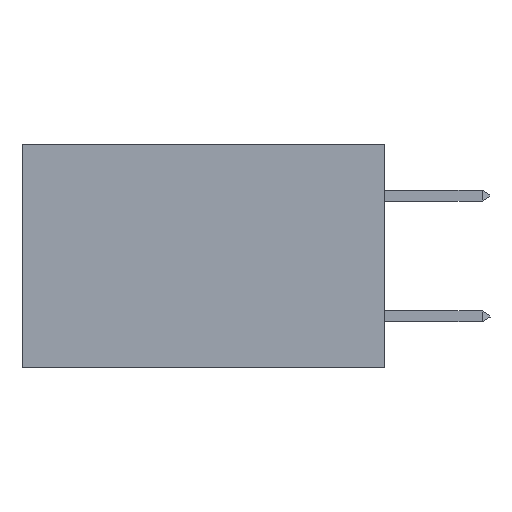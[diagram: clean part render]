
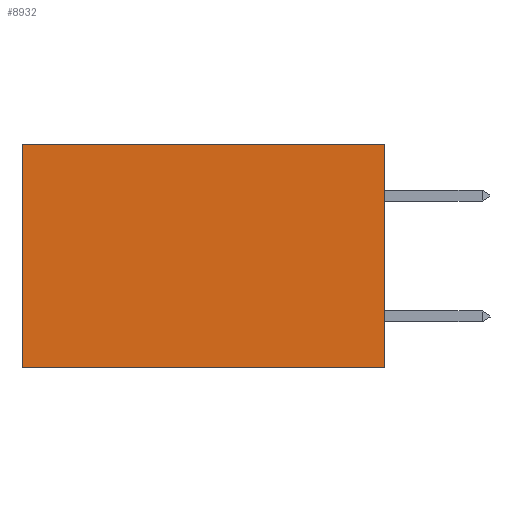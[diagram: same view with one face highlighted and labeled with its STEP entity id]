
A CAD part, left-side view. The second image highlights one B-rep face of the part: STEP entity #8932.
In plain terms, the highlighted planar face has unit normal (-1, 0, 0).
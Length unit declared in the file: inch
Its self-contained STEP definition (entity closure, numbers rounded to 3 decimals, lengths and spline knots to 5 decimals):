
#233 = CARTESIAN_POINT ( 'NONE',  ( 0.2875, 0.6, 0. ) ) ;
#319 = CARTESIAN_POINT ( 'NONE',  ( 0.2875, 0.6, 0. ) ) ;
#369 = DIRECTION ( 'NONE',  ( 0., 1., 0. ) ) ;
#2120 = CARTESIAN_POINT ( 'NONE',  ( 0.2875, 0., 0. ) ) ;
#2986 = LINE ( 'NONE', #233, #12470 ) ;
#3797 = LINE ( 'NONE', #8845, #7035 ) ;
#4613 = DIRECTION ( 'NONE',  ( 0., 0., -1. ) ) ;
#4961 = CARTESIAN_POINT ( 'NONE',  ( 0.2875, 0., 0. ) ) ;
#5177 = EDGE_CURVE ( 'NONE', #6913, #9130, #6257, .T. ) ;
#5212 = EDGE_CURVE ( 'NONE', #6913, #11244, #3797, .T. ) ;
#6028 = DIRECTION ( 'NONE',  ( 1., 0., 0. ) ) ;
#6113 = PLANE ( 'NONE',  #11839 ) ;
#6206 = ORIENTED_EDGE ( 'NONE', *, *, #5177, .F. ) ;
#6257 = LINE ( 'NONE', #6618, #12818 ) ;
#6618 = CARTESIAN_POINT ( 'NONE',  ( 0.2875, 0., 0. ) ) ;
#6835 = EDGE_CURVE ( 'NONE', #11244, #8751, #2986, .T. ) ;
#6913 = VERTEX_POINT ( 'NONE', #2120 ) ;
#7035 = VECTOR ( 'NONE', #7989, 39.37008 ) ;
#7989 = DIRECTION ( 'NONE',  ( 0., 1., 0. ) ) ;
#8277 = ORIENTED_EDGE ( 'NONE', *, *, #11976, .F. ) ;
#8751 = VERTEX_POINT ( 'NONE', #9203 ) ;
#8845 = CARTESIAN_POINT ( 'NONE',  ( 0.2875, 0., 0. ) ) ;
#8919 = CARTESIAN_POINT ( 'NONE',  ( 0.2875, 0., -0.37 ) ) ;
#8932 = ADVANCED_FACE ( 'NONE', ( #11767 ), #6113, .F. ) ;
#9130 = VERTEX_POINT ( 'NONE', #10431 ) ;
#9203 = CARTESIAN_POINT ( 'NONE',  ( 0.2875, 0.6, -0.37 ) ) ;
#9456 = DIRECTION ( 'NONE',  ( 0., 0., -1. ) ) ;
#10431 = CARTESIAN_POINT ( 'NONE',  ( 0.2875, 0., -0.37 ) ) ;
#10464 = ORIENTED_EDGE ( 'NONE', *, *, #5212, .T. ) ;
#10883 = VECTOR ( 'NONE', #369, 39.37008 ) ;
#11186 = LINE ( 'NONE', #8919, #10883 ) ;
#11244 = VERTEX_POINT ( 'NONE', #319 ) ;
#11767 = FACE_OUTER_BOUND ( 'NONE', #13144, .T. ) ;
#11839 = AXIS2_PLACEMENT_3D ( 'NONE', #4961, #6028, #13259 ) ;
#11976 = EDGE_CURVE ( 'NONE', #9130, #8751, #11186, .T. ) ;
#12470 = VECTOR ( 'NONE', #9456, 39.37008 ) ;
#12818 = VECTOR ( 'NONE', #4613, 39.37008 ) ;
#12945 = ORIENTED_EDGE ( 'NONE', *, *, #6835, .T. ) ;
#13144 = EDGE_LOOP ( 'NONE', ( #12945, #8277, #6206, #10464 ) ) ;
#13259 = DIRECTION ( 'NONE',  ( 0., 0., -1. ) ) ;
